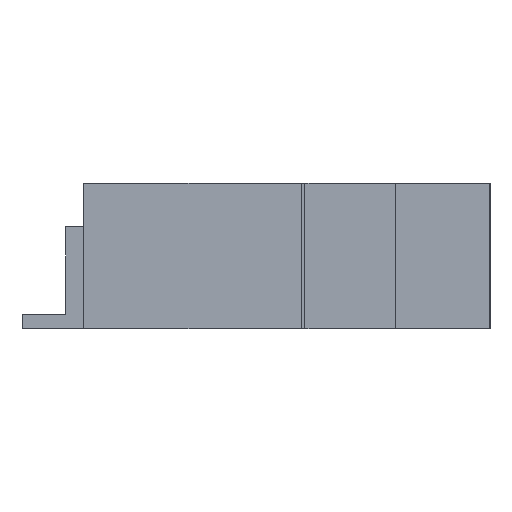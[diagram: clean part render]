
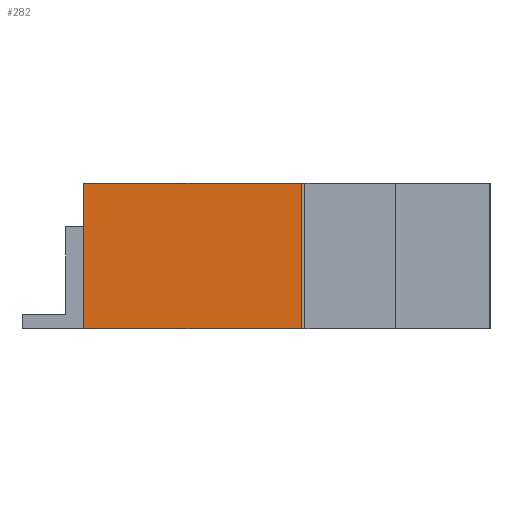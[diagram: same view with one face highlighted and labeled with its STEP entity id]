
A CAD part, left-side view. The second image highlights one B-rep face of the part: STEP entity #282.
In plain terms, the highlighted planar face has unit normal (-1, 0, 0).
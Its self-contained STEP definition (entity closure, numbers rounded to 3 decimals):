
#13=DIRECTION('',(0.,0.,1.));
#42=VECTOR('',#13,1.);
#45=VERTEX_POINT('',#46);
#46=CARTESIAN_POINT('',(7.5,-0.425,2.));
#49=ORIENTED_EDGE('',*,*,#50,.F.);
#50=EDGE_CURVE('',#51,#45,#53,.T.);
#51=VERTEX_POINT('',#52);
#52=CARTESIAN_POINT('',(7.5,-0.425,0.));
#53=LINE('',#52,#42);
#59=DIRECTION('',(0.,1.,0.));
#66=VERTEX_POINT('',#67);
#67=CARTESIAN_POINT('',(7.5,-3.425,2.));
#72=EDGE_CURVE('',#73,#66,#75,.T.);
#73=VERTEX_POINT('',#74);
#74=CARTESIAN_POINT('',(7.5,-3.425,0.));
#75=LINE('',#74,#42);
#84=ORIENTED_EDGE('',*,*,#72,.T.);
#129=DIRECTION('',(-1.,0.,0.));
#149=VECTOR('',#59,1.);
#282=ADVANCED_FACE('',(#283),#291,.T.);
#283=FACE_BOUND('',#284,.T.);
#284=EDGE_LOOP('',(#84,#285,#49,#288));
#285=ORIENTED_EDGE('',*,*,#286,.T.);
#286=EDGE_CURVE('',#66,#45,#287,.T.);
#287=LINE('',#67,#149);
#288=ORIENTED_EDGE('',*,*,#289,.F.);
#289=EDGE_CURVE('',#73,#51,#290,.T.);
#290=LINE('',#74,#149);
#291=PLANE('',#292);
#292=AXIS2_PLACEMENT_3D('',#74,#129,#59);
